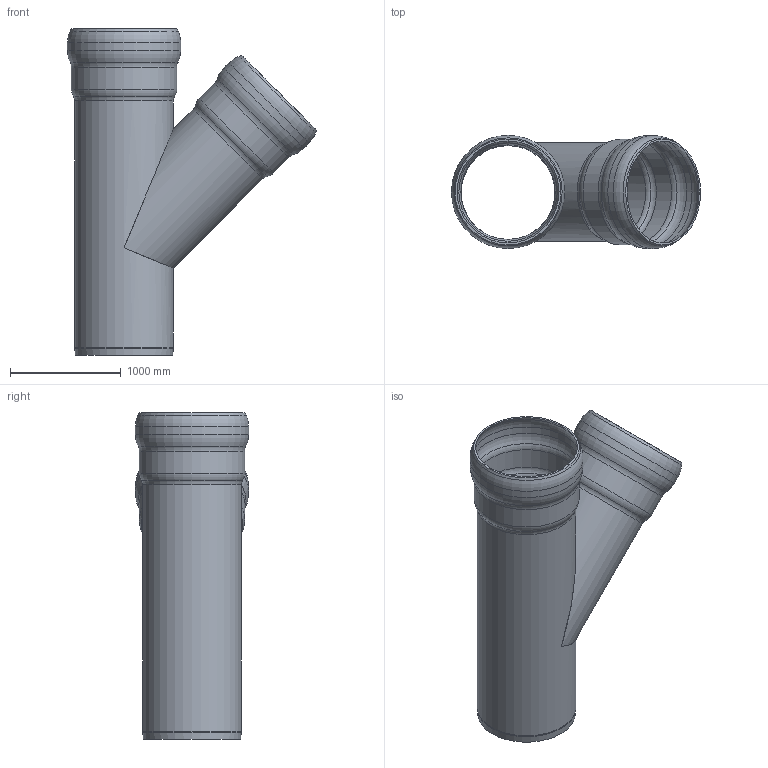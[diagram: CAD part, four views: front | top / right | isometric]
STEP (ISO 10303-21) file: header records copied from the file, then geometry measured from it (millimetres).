
FILE_DESCRIPTION(/* description */ (''),/* implementation_level */ '2;1');
FILE_NAME(/* name */ '00220.MM0X_3D.stp',/* time_stamp */ '2024-12-11T12:40:27+01:00',/* author */ ('CAD'),/* organization */ (''),/* preprocessor_version */ 'ST-DEVELOPER v20',/* originating_system */ 'AutoCAD Mechanical',/* authorisation */ '');
FILE_SCHEMA (('AUTOMOTIVE_DESIGN { 1 0 10303 214 3 1 1 }'));
Length unit declared in the file: centimetre
Products named in the file (2): Product; *S0
Assembly tree (1 placements, depth 2):
  Product
    *S0
Bounding box: 2248.86 x 1022 x 2950.05 mm (x, y, z)
Volume: 189068212.2 mm3; surface area: 23942355.3 mm2
Topology: 2 solids, 2 shells, 47 faces, 130 edges, 84 vertices
Faces by surface type: torus 22, cylinder 12, plane 7, cone 6
Full cylindrical faces by diameter (mm): 858 x2, 890 x2, 920 x2, 952 x2, 990 x2, 1022 x2
Entity records: 1620 total; most frequent: DIRECTION 336, CARTESIAN_POINT 264, ORIENTED_EDGE 260, AXIS2_PLACEMENT_3D 156, EDGE_CURVE 130, CIRCLE 92, VERTEX_POINT 84, EDGE_LOOP 50
